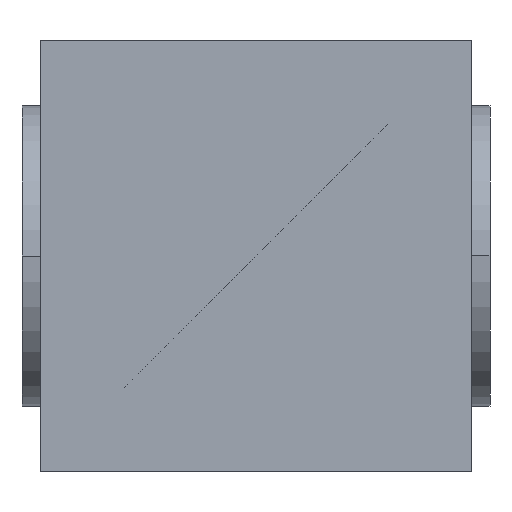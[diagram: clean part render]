
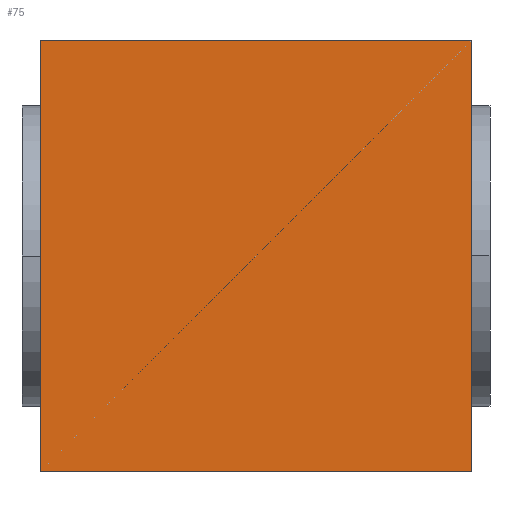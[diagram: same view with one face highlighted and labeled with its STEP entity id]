
A CAD part, left-side view. The second image highlights one B-rep face of the part: STEP entity #75.
In plain terms, the highlighted planar face has unit normal (-1, 0, 0).
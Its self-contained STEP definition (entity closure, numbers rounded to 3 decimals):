
#75=ADVANCED_FACE('',(#155),#156,.F.);
#155=FACE_OUTER_BOUND('',#233,.T.);
#156=PLANE('',#234);
#233=EDGE_LOOP('',(#379,#380,#381,#382));
#234=AXIS2_PLACEMENT_3D('',#383,#384,#385);
#379=ORIENTED_EDGE('',*,*,#467,.T.);
#380=ORIENTED_EDGE('',*,*,#490,.F.);
#381=ORIENTED_EDGE('',*,*,#471,.F.);
#382=ORIENTED_EDGE('',*,*,#487,.F.);
#383=CARTESIAN_POINT('',(-34.0,0.0,0.0));
#384=DIRECTION('',(1.0,0.0,0.0));
#385=DIRECTION('',(0.0,0.0,-1.0));
#467=EDGE_CURVE('',#555,#553,#556,.T.);
#471=EDGE_CURVE('',#560,#561,#562,.T.);
#487=EDGE_CURVE('',#555,#560,#580,.T.);
#490=EDGE_CURVE('',#561,#553,#583,.T.);
#553=VERTEX_POINT('',#659);
#555=VERTEX_POINT('',#662);
#556=LINE('',#663,#664);
#560=VERTEX_POINT('',#669);
#561=VERTEX_POINT('',#670);
#562=LINE('',#671,#672);
#580=LINE('',#694,#695);
#583=LINE('',#699,#700);
#659=CARTESIAN_POINT('',(-34.0,22.95,-22.95));
#662=CARTESIAN_POINT('',(-34.0,22.95,22.95));
#663=CARTESIAN_POINT('',(-34.0,22.95,0.0));
#664=VECTOR('',#759,1.0);
#669=CARTESIAN_POINT('',(-34.0,-22.95,22.95));
#670=CARTESIAN_POINT('',(-34.0,-22.95,-22.95));
#671=CARTESIAN_POINT('',(-34.0,-22.95,0.0));
#672=VECTOR('',#764,1.0);
#694=CARTESIAN_POINT('',(-34.0,0.0,22.95));
#695=VECTOR('',#787,1.0);
#699=CARTESIAN_POINT('',(-34.0,0.0,-22.95));
#700=VECTOR('',#789,1.0);
#759=DIRECTION('',(0.0,0.0,-1.0));
#764=DIRECTION('',(0.0,0.0,-1.0));
#787=DIRECTION('',(0.0,-1.0,0.0));
#789=DIRECTION('',(0.0,1.0,0.0));
